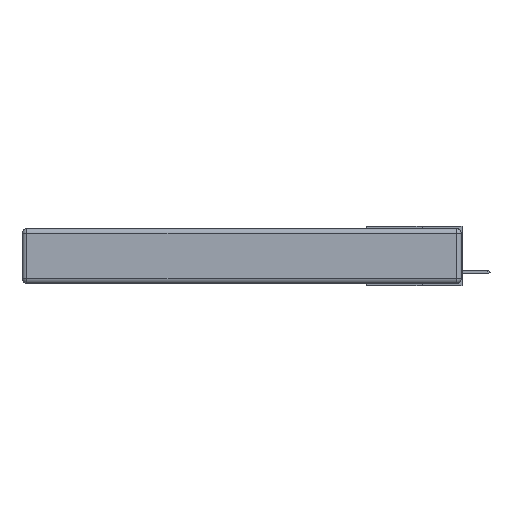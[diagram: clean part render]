
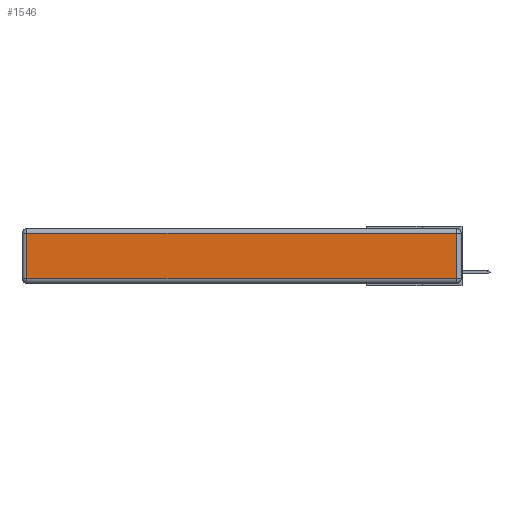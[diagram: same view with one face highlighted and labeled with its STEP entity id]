
A CAD part, left-side view. The second image highlights one B-rep face of the part: STEP entity #1546.
In plain terms, the highlighted planar face has unit normal (-1, 0, 0).
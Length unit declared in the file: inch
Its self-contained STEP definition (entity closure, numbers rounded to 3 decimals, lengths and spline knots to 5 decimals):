
#910 = CARTESIAN_POINT ( 'NONE',  ( 0., 2.72, -0.313 ) ) ;
#1354 = DIRECTION ( 'NONE',  ( 0., 0., 1. ) ) ;
#1546 = ADVANCED_FACE ( 'NONE', ( #4982 ), #3323, .T. ) ;
#3323 = PLANE ( 'NONE',  #21432 ) ;
#4351 = VECTOR ( 'NONE', #21502, 39.37008 ) ;
#4982 = FACE_OUTER_BOUND ( 'NONE', #17816, .T. ) ;
#5411 = ORIENTED_EDGE ( 'NONE', *, *, #28144, .T. ) ;
#5949 = CARTESIAN_POINT ( 'NONE',  ( 0., 2.72, -0.03 ) ) ;
#5963 = VECTOR ( 'NONE', #8140, 39.37008 ) ;
#7279 = VECTOR ( 'NONE', #7763, 39.37008 ) ;
#7646 = DIRECTION ( 'NONE',  ( -1., 0., 0. ) ) ;
#7763 = DIRECTION ( 'NONE',  ( 0., 1., 0. ) ) ;
#8140 = DIRECTION ( 'NONE',  ( 0., 0., -1. ) ) ;
#8597 = EDGE_CURVE ( 'NONE', #23388, #28106, #18532, .T. ) ;
#9048 = CARTESIAN_POINT ( 'NONE',  ( 0., 0.03, -0.313 ) ) ;
#9286 = CARTESIAN_POINT ( 'NONE',  ( 0., 0.03, -0.03 ) ) ;
#9725 = ORIENTED_EDGE ( 'NONE', *, *, #18130, .T. ) ;
#10270 = ORIENTED_EDGE ( 'NONE', *, *, #21072, .T. ) ;
#11384 = VECTOR ( 'NONE', #28729, 39.37008 ) ;
#11957 = LINE ( 'NONE', #25923, #5963 ) ;
#12369 = VERTEX_POINT ( 'NONE', #910 ) ;
#13492 = LINE ( 'NONE', #17797, #11384 ) ;
#14336 = CARTESIAN_POINT ( 'NONE',  ( 0., 2.75, -0.03 ) ) ;
#14791 = CARTESIAN_POINT ( 'NONE',  ( 0., 0., -0.343 ) ) ;
#17797 = CARTESIAN_POINT ( 'NONE',  ( 0., 0.03, -0.343 ) ) ;
#17816 = EDGE_LOOP ( 'NONE', ( #10270, #9725, #24400, #5411 ) ) ;
#18130 = EDGE_CURVE ( 'NONE', #27774, #23388, #13492, .T. ) ;
#18532 = LINE ( 'NONE', #14336, #7279 ) ;
#20526 = LINE ( 'NONE', #21603, #4351 ) ;
#21072 = EDGE_CURVE ( 'NONE', #12369, #27774, #20526, .T. ) ;
#21432 = AXIS2_PLACEMENT_3D ( 'NONE', #14791, #7646, #1354 ) ;
#21502 = DIRECTION ( 'NONE',  ( 0., -1., 0. ) ) ;
#21603 = CARTESIAN_POINT ( 'NONE',  ( 0., 0., -0.313 ) ) ;
#23388 = VERTEX_POINT ( 'NONE', #9286 ) ;
#24400 = ORIENTED_EDGE ( 'NONE', *, *, #8597, .T. ) ;
#25923 = CARTESIAN_POINT ( 'NONE',  ( 0., 2.72, -0.343 ) ) ;
#27774 = VERTEX_POINT ( 'NONE', #9048 ) ;
#28106 = VERTEX_POINT ( 'NONE', #5949 ) ;
#28144 = EDGE_CURVE ( 'NONE', #28106, #12369, #11957, .T. ) ;
#28729 = DIRECTION ( 'NONE',  ( 0., 0., 1. ) ) ;
